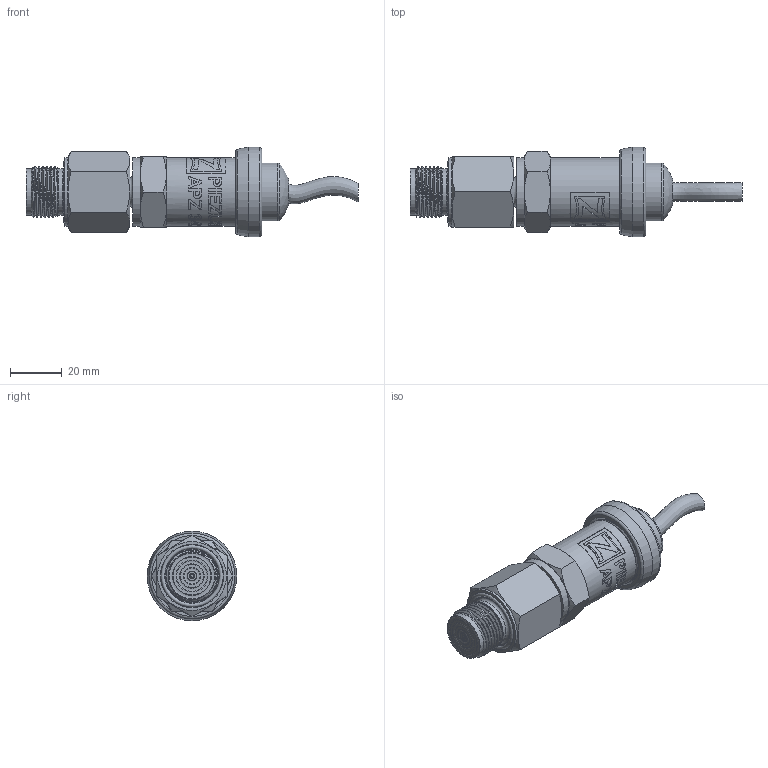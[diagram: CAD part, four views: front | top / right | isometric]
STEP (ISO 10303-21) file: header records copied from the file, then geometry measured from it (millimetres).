
FILE_DESCRIPTION(/* description */ (''),/* implementation_level */ '2;1');
FILE_NAME(/* name */ 'APZ3420m_M20x1,5DIN-flush_5.step',/* time_stamp */ '2021-07-06T15:22:42+03:00',/* author */ (''),/* organization */ (''),/* preprocessor_version */ 'ST-DEVELOPER v18.1',/* originating_system */ 'Autodesk Translation Framework v10.9.0.1377',/* authorisation */ '');
FILE_SCHEMA (('AUTOMOTIVE_DESIGN { 1 0 10303 214 3 1 1 }'));
Length unit declared in the file: millimetre
Products named in the file (7): АПЗ 3420м заполненная; G 1/4 EN; Stainless steel cable gland assembly; Stainless steel cable gland; Stainless steel cable gland nut; wire; M20x1,5DIN diaphragm 18 v8 (1)
Assembly tree (6 placements, depth 3):
  АПЗ 3420м заполненная
    G 1/4 EN
    Stainless steel cable gland assembly
      Stainless steel cable gland
      Stainless steel cable gland nut
      wire
    M20x1,5DIN diaphragm 18 v8 (1)
Bounding box: 127.73 x 34.5 x 34.5 mm (x, y, z)
Volume: 53275.9 mm3; surface area: 19236.3 mm2
Topology: 7 solids, 7 shells, 494 faces, 1293 edges, 854 vertices
Faces by surface type: bspline 282, cylinder 96, plane 66, cone 27, torus 22, sphere 1
Full cylindrical faces by diameter (mm): 2 x1, 3.3 x1, 4 x1, 5 x2, 5.1 x1, 7.2 x1, 9.5 x2, 11 x1, 11.445 x4, 13 x1, 13.157 x9, 18 x2, 18.137 x5, 19.85 x4, 21 x1, 21.4 x1, 22.3 x2, 22.4 x1, 24 x1, 24.5 x1, 25.132 x4, 25.526 x2, 26.5 x6, 27.208 x3, 27.7 x1, 34.5 x1
Entity records: 32600 total; most frequent: CARTESIAN_POINT 22330, ORIENTED_EDGE 2584, EDGE_CURVE 1292, DIRECTION 1199, VERTEX_POINT 854, B_SPLINE_CURVE_WITH_KNOTS 678, EDGE_LOOP 544, FACE_OUTER_BOUND 494
